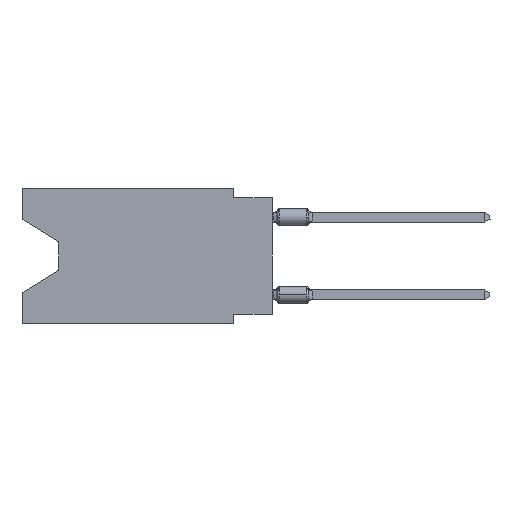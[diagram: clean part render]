
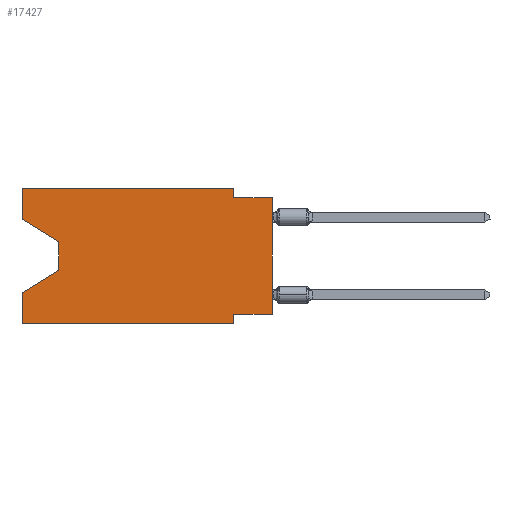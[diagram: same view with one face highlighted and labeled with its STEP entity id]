
A CAD part, left-side view. The second image highlights one B-rep face of the part: STEP entity #17427.
In plain terms, the highlighted planar face has unit normal (-1, 0, 0).
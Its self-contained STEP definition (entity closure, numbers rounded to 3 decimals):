
#71 = LINE ( 'NONE', #719, #35232 ) ;
#349 = CARTESIAN_POINT ( 'NONE',  ( 0., 16.383, 0. ) ) ;
#660 = CARTESIAN_POINT ( 'NONE',  ( 0., 2.54, 0. ) ) ;
#685 = DIRECTION ( 'NONE',  ( 0., 0., 1. ) ) ;
#719 = CARTESIAN_POINT ( 'NONE',  ( 0., 13.97, -3.505 ) ) ;
#1561 = EDGE_CURVE ( 'NONE', #18255, #3519, #5140, .T. ) ;
#2490 = VECTOR ( 'NONE', #47546, 1000. ) ;
#3280 = LINE ( 'NONE', #42772, #40423 ) ;
#3347 = EDGE_CURVE ( 'NONE', #21509, #24336, #62922, .T. ) ;
#3519 = VERTEX_POINT ( 'NONE', #8066 ) ;
#3753 = CARTESIAN_POINT ( 'NONE',  ( 0., 16.383, 0. ) ) ;
#3775 = VERTEX_POINT ( 'NONE', #58368 ) ;
#4067 = LINE ( 'NONE', #3753, #23541 ) ;
#5140 = LINE ( 'NONE', #17636, #44409 ) ;
#7436 = CARTESIAN_POINT ( 'NONE',  ( 0., 2.54, -8.255 ) ) ;
#7860 = CARTESIAN_POINT ( 'NONE',  ( 0., 2.54, -0.635 ) ) ;
#8066 = CARTESIAN_POINT ( 'NONE',  ( 0., 0., -0.635 ) ) ;
#8709 = VERTEX_POINT ( 'NONE', #57332 ) ;
#9500 = VERTEX_POINT ( 'NONE', #45099 ) ;
#11092 = ORIENTED_EDGE ( 'NONE', *, *, #59536, .T. ) ;
#12173 = ORIENTED_EDGE ( 'NONE', *, *, #1561, .F. ) ;
#13151 = LINE ( 'NONE', #23328, #2490 ) ;
#14108 = EDGE_CURVE ( 'NONE', #16553, #3775, #37997, .T. ) ;
#14124 = EDGE_CURVE ( 'NONE', #21509, #3519, #3280, .T. ) ;
#14200 = ORIENTED_EDGE ( 'NONE', *, *, #32391, .T. ) ;
#16553 = VERTEX_POINT ( 'NONE', #30548 ) ;
#16759 = LINE ( 'NONE', #17694, #37386 ) ;
#17349 = VERTEX_POINT ( 'NONE', #21169 ) ;
#17427 = ADVANCED_FACE ( 'NONE', ( #49541 ), #35810, .F. ) ;
#17636 = CARTESIAN_POINT ( 'NONE',  ( 0., 0., -0.635 ) ) ;
#17694 = CARTESIAN_POINT ( 'NONE',  ( 0., 16.383, -2.038 ) ) ;
#17934 = DIRECTION ( 'NONE',  ( 0., -1., 0. ) ) ;
#17961 = VECTOR ( 'NONE', #51431, 1000. ) ;
#18255 = VERTEX_POINT ( 'NONE', #7860 ) ;
#18631 = CARTESIAN_POINT ( 'NONE',  ( 0., 2.54, 0. ) ) ;
#19259 = CARTESIAN_POINT ( 'NONE',  ( 0., 0., -8.255 ) ) ;
#19481 = LINE ( 'NONE', #349, #44322 ) ;
#21169 = CARTESIAN_POINT ( 'NONE',  ( 0., 13.97, -5.385 ) ) ;
#21509 = VERTEX_POINT ( 'NONE', #26904 ) ;
#21976 = VERTEX_POINT ( 'NONE', #30976 ) ;
#22197 = EDGE_CURVE ( 'NONE', #42869, #9500, #19481, .T. ) ;
#22399 = ORIENTED_EDGE ( 'NONE', *, *, #3347, .F. ) ;
#22816 = EDGE_LOOP ( 'NONE', ( #11092, #53870, #14200, #52935, #49441, #35320, #22399, #52386, #12173, #37058, #50549, #47514 ) ) ;
#23328 = CARTESIAN_POINT ( 'NONE',  ( 0., 13.97, -5.385 ) ) ;
#23541 = VECTOR ( 'NONE', #57582, 1000. ) ;
#24336 = VERTEX_POINT ( 'NONE', #7436 ) ;
#24706 = EDGE_CURVE ( 'NONE', #21976, #17349, #71, .T. ) ;
#25799 = LINE ( 'NONE', #660, #42690 ) ;
#26550 = DIRECTION ( 'NONE',  ( 1., 0., 0. ) ) ;
#26904 = CARTESIAN_POINT ( 'NONE',  ( 0., 0., -8.255 ) ) ;
#27794 = CARTESIAN_POINT ( 'NONE',  ( 0., 16.383, -8.89 ) ) ;
#27850 = LINE ( 'NONE', #32634, #52670 ) ;
#28703 = CARTESIAN_POINT ( 'NONE',  ( 0., 2.54, -8.89 ) ) ;
#28887 = EDGE_CURVE ( 'NONE', #16553, #8709, #4067, .T. ) ;
#29716 = AXIS2_PLACEMENT_3D ( 'NONE', #55245, #26550, #31006 ) ;
#30548 = CARTESIAN_POINT ( 'NONE',  ( 0., 16.383, -8.89 ) ) ;
#30976 = CARTESIAN_POINT ( 'NONE',  ( 0., 13.97, -3.505 ) ) ;
#31006 = DIRECTION ( 'NONE',  ( 0., 0., -1. ) ) ;
#31979 = LINE ( 'NONE', #28703, #17961 ) ;
#32391 = EDGE_CURVE ( 'NONE', #17349, #8709, #13151, .T. ) ;
#32634 = CARTESIAN_POINT ( 'NONE',  ( 0., 16.383, 0. ) ) ;
#34931 = EDGE_CURVE ( 'NONE', #24336, #3775, #31979, .T. ) ;
#35232 = VECTOR ( 'NONE', #39259, 1000. ) ;
#35320 = ORIENTED_EDGE ( 'NONE', *, *, #34931, .F. ) ;
#35810 = PLANE ( 'NONE',  #29716 ) ;
#36262 = EDGE_CURVE ( 'NONE', #9500, #37676, #27850, .T. ) ;
#37058 = ORIENTED_EDGE ( 'NONE', *, *, #57112, .F. ) ;
#37386 = VECTOR ( 'NONE', #46057, 1000. ) ;
#37676 = VERTEX_POINT ( 'NONE', #18631 ) ;
#37997 = LINE ( 'NONE', #27794, #39434 ) ;
#38996 = DIRECTION ( 'NONE',  ( 0., 1., 0. ) ) ;
#39259 = DIRECTION ( 'NONE',  ( 0., 0., -1. ) ) ;
#39434 = VECTOR ( 'NONE', #17934, 1000. ) ;
#39541 = DIRECTION ( 'NONE',  ( 0., 0., -1. ) ) ;
#40423 = VECTOR ( 'NONE', #56490, 1000. ) ;
#42690 = VECTOR ( 'NONE', #39541, 1000. ) ;
#42772 = CARTESIAN_POINT ( 'NONE',  ( 0., 0., 0. ) ) ;
#42869 = VERTEX_POINT ( 'NONE', #47788 ) ;
#44322 = VECTOR ( 'NONE', #685, 1000. ) ;
#44409 = VECTOR ( 'NONE', #56849, 1000. ) ;
#45099 = CARTESIAN_POINT ( 'NONE',  ( 0., 16.383, 0. ) ) ;
#46057 = DIRECTION ( 'NONE',  ( 0., -0.855, -0.519 ) ) ;
#47514 = ORIENTED_EDGE ( 'NONE', *, *, #22197, .F. ) ;
#47546 = DIRECTION ( 'NONE',  ( 0., 0.855, -0.519 ) ) ;
#47788 = CARTESIAN_POINT ( 'NONE',  ( 0., 16.383, -2.038 ) ) ;
#49441 = ORIENTED_EDGE ( 'NONE', *, *, #14108, .T. ) ;
#49541 = FACE_OUTER_BOUND ( 'NONE', #22816, .T. ) ;
#50549 = ORIENTED_EDGE ( 'NONE', *, *, #36262, .F. ) ;
#51431 = DIRECTION ( 'NONE',  ( 0., 0., -1. ) ) ;
#52073 = DIRECTION ( 'NONE',  ( 0., -1., 0. ) ) ;
#52386 = ORIENTED_EDGE ( 'NONE', *, *, #14124, .T. ) ;
#52670 = VECTOR ( 'NONE', #52073, 1000. ) ;
#52935 = ORIENTED_EDGE ( 'NONE', *, *, #28887, .F. ) ;
#53870 = ORIENTED_EDGE ( 'NONE', *, *, #24706, .T. ) ;
#55245 = CARTESIAN_POINT ( 'NONE',  ( 0., 16.383, 0. ) ) ;
#56490 = DIRECTION ( 'NONE',  ( 0., 0., 1. ) ) ;
#56849 = DIRECTION ( 'NONE',  ( 0., -1., 0. ) ) ;
#57112 = EDGE_CURVE ( 'NONE', #37676, #18255, #25799, .T. ) ;
#57332 = CARTESIAN_POINT ( 'NONE',  ( 0., 16.383, -6.852 ) ) ;
#57582 = DIRECTION ( 'NONE',  ( 0., 0., 1. ) ) ;
#58368 = CARTESIAN_POINT ( 'NONE',  ( 0., 2.54, -8.89 ) ) ;
#59112 = VECTOR ( 'NONE', #38996, 1000. ) ;
#59536 = EDGE_CURVE ( 'NONE', #42869, #21976, #16759, .T. ) ;
#62922 = LINE ( 'NONE', #19259, #59112 ) ;
